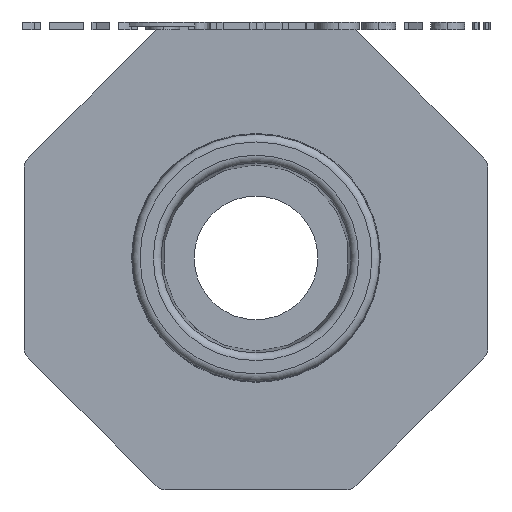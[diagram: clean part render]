
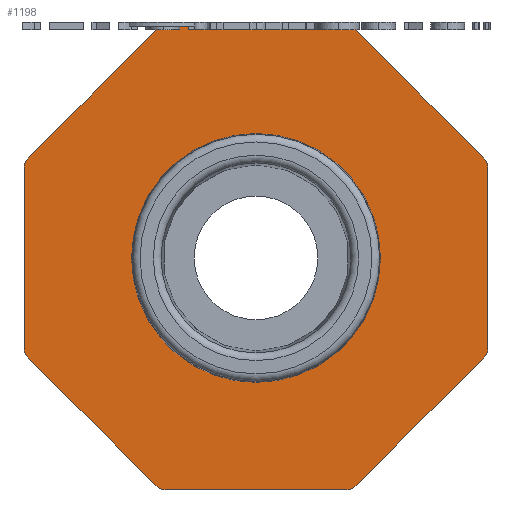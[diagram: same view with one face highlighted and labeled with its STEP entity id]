
A CAD part, front view. The second image highlights one B-rep face of the part: STEP entity #1198.
In plain terms, the highlighted planar face has unit normal (0, -1, 0).
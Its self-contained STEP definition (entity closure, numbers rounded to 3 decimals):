
#217=LINE('',#4618,#380);
#221=LINE('',#4630,#384);
#225=LINE('',#4642,#388);
#229=LINE('',#4654,#392);
#233=LINE('',#4666,#396);
#237=LINE('',#4678,#400);
#241=LINE('',#4690,#404);
#244=LINE('',#4699,#407);
#380=VECTOR('',#3719,1.);
#384=VECTOR('',#3731,1.);
#388=VECTOR('',#3743,1.);
#392=VECTOR('',#3755,1.);
#396=VECTOR('',#3767,1.);
#400=VECTOR('',#3779,1.);
#404=VECTOR('',#3791,1.);
#407=VECTOR('',#3802,1.);
#1041=PLANE('',#3508);
#1198=ADVANCED_FACE('',(#1410,#1411),#1041,.F.);
#1410=FACE_BOUND('',#1485,.T.);
#1411=FACE_BOUND('',#1486,.T.);
#1485=EDGE_LOOP('',(#1772));
#1486=EDGE_LOOP('',(#1773,#1774,#1775,#1776,#1777,#1778,#1779,#1780,#1781,
#1782,#1783,#1784,#1785,#1786,#1787,#1788));
#1772=ORIENTED_EDGE('',*,*,#2968,.F.);
#1773=ORIENTED_EDGE('',*,*,#2923,.T.);
#1774=ORIENTED_EDGE('',*,*,#2926,.T.);
#1775=ORIENTED_EDGE('',*,*,#2929,.T.);
#1776=ORIENTED_EDGE('',*,*,#2932,.T.);
#1777=ORIENTED_EDGE('',*,*,#2935,.T.);
#1778=ORIENTED_EDGE('',*,*,#2938,.T.);
#1779=ORIENTED_EDGE('',*,*,#2941,.T.);
#1780=ORIENTED_EDGE('',*,*,#2944,.T.);
#1781=ORIENTED_EDGE('',*,*,#2947,.T.);
#1782=ORIENTED_EDGE('',*,*,#2950,.T.);
#1783=ORIENTED_EDGE('',*,*,#2953,.T.);
#1784=ORIENTED_EDGE('',*,*,#2956,.T.);
#1785=ORIENTED_EDGE('',*,*,#2959,.T.);
#1786=ORIENTED_EDGE('',*,*,#2962,.T.);
#1787=ORIENTED_EDGE('',*,*,#2965,.T.);
#1788=ORIENTED_EDGE('',*,*,#2967,.T.);
#2608=VERTEX_POINT('',#4606);
#2611=VERTEX_POINT('',#4611);
#2613=VERTEX_POINT('',#4617);
#2615=VERTEX_POINT('',#4623);
#2617=VERTEX_POINT('',#4629);
#2619=VERTEX_POINT('',#4635);
#2621=VERTEX_POINT('',#4641);
#2623=VERTEX_POINT('',#4647);
#2625=VERTEX_POINT('',#4653);
#2627=VERTEX_POINT('',#4659);
#2629=VERTEX_POINT('',#4665);
#2631=VERTEX_POINT('',#4671);
#2633=VERTEX_POINT('',#4677);
#2635=VERTEX_POINT('',#4683);
#2637=VERTEX_POINT('',#4689);
#2639=VERTEX_POINT('',#4695);
#2640=VERTEX_POINT('',#4702);
#2923=EDGE_CURVE('',#2608,#2611,#3371,.T.);
#2926=EDGE_CURVE('',#2611,#2613,#217,.T.);
#2929=EDGE_CURVE('',#2613,#2615,#3373,.T.);
#2932=EDGE_CURVE('',#2615,#2617,#221,.T.);
#2935=EDGE_CURVE('',#2617,#2619,#3375,.T.);
#2938=EDGE_CURVE('',#2619,#2621,#225,.T.);
#2941=EDGE_CURVE('',#2621,#2623,#3377,.T.);
#2944=EDGE_CURVE('',#2623,#2625,#229,.T.);
#2947=EDGE_CURVE('',#2625,#2627,#3379,.T.);
#2950=EDGE_CURVE('',#2627,#2629,#233,.T.);
#2953=EDGE_CURVE('',#2629,#2631,#3381,.T.);
#2956=EDGE_CURVE('',#2631,#2633,#237,.T.);
#2959=EDGE_CURVE('',#2633,#2635,#3383,.T.);
#2962=EDGE_CURVE('',#2635,#2637,#241,.T.);
#2965=EDGE_CURVE('',#2637,#2639,#3385,.T.);
#2967=EDGE_CURVE('',#2639,#2608,#244,.T.);
#2968=EDGE_CURVE('',#2640,#2640,#3386,.T.);
#3371=CIRCLE('',#3476,1.);
#3373=CIRCLE('',#3480,1.);
#3375=CIRCLE('',#3484,1.);
#3377=CIRCLE('',#3488,1.);
#3379=CIRCLE('',#3492,1.);
#3381=CIRCLE('',#3496,1.);
#3383=CIRCLE('',#3500,1.);
#3385=CIRCLE('',#3504,1.);
#3386=CIRCLE('',#3507,8.05);
#3476=AXIS2_PLACEMENT_3D('',#4612,#3713,#3714);
#3480=AXIS2_PLACEMENT_3D('',#4624,#3725,#3726);
#3484=AXIS2_PLACEMENT_3D('',#4636,#3737,#3738);
#3488=AXIS2_PLACEMENT_3D('',#4648,#3749,#3750);
#3492=AXIS2_PLACEMENT_3D('',#4660,#3761,#3762);
#3496=AXIS2_PLACEMENT_3D('',#4672,#3773,#3774);
#3500=AXIS2_PLACEMENT_3D('',#4684,#3785,#3786);
#3504=AXIS2_PLACEMENT_3D('',#4696,#3797,#3798);
#3507=AXIS2_PLACEMENT_3D('',#4701,#3805,#3806);
#3508=AXIS2_PLACEMENT_3D('',#4703,#3807,#3808);
#3713=DIRECTION('',(0.,-1.,0.));
#3714=DIRECTION('',(0.,0.,1.));
#3719=DIRECTION('',(0.707,0.,-0.707));
#3725=DIRECTION('',(0.,-1.,0.));
#3726=DIRECTION('',(0.,0.,1.));
#3731=DIRECTION('',(1.,0.,0.));
#3737=DIRECTION('',(0.,-1.,0.));
#3738=DIRECTION('',(0.,0.,1.));
#3743=DIRECTION('',(0.707,0.,0.707));
#3749=DIRECTION('',(0.,-1.,0.));
#3750=DIRECTION('',(0.,0.,1.));
#3755=DIRECTION('',(0.,0.,1.));
#3761=DIRECTION('',(0.,-1.,0.));
#3762=DIRECTION('',(0.,0.,1.));
#3767=DIRECTION('',(-0.707,0.,0.707));
#3773=DIRECTION('',(0.,-1.,0.));
#3774=DIRECTION('',(0.,0.,1.));
#3779=DIRECTION('',(-1.,0.,0.));
#3785=DIRECTION('',(0.,-1.,0.));
#3786=DIRECTION('',(0.,0.,1.));
#3791=DIRECTION('',(-0.707,0.,-0.707));
#3797=DIRECTION('',(0.,-1.,0.));
#3798=DIRECTION('',(0.,0.,1.));
#3802=DIRECTION('',(0.,0.,-1.));
#3805=DIRECTION('',(0.,-1.,0.));
#3806=DIRECTION('',(0.,0.,-1.));
#3807=DIRECTION('',(0.,1.,0.));
#3808=DIRECTION('',(0.,0.,1.));
#4606=CARTESIAN_POINT('',(106732.898,19265.648,-5.799));
#4611=CARTESIAN_POINT('',(106733.191,19265.648,-6.506));
#4612=CARTESIAN_POINT('',(106733.898,19265.648,-5.799));
#4617=CARTESIAN_POINT('',(106741.392,19265.648,-14.707));
#4618=CARTESIAN_POINT('',(106733.191,19265.648,-6.506));
#4623=CARTESIAN_POINT('',(106742.099,19265.648,-15.));
#4624=CARTESIAN_POINT('',(106742.099,19265.648,-14.));
#4629=CARTESIAN_POINT('',(106753.697,19265.648,-15.));
#4630=CARTESIAN_POINT('',(106742.099,19265.648,-15.));
#4635=CARTESIAN_POINT('',(106754.404,19265.648,-14.707));
#4636=CARTESIAN_POINT('',(106753.697,19265.648,-14.));
#4641=CARTESIAN_POINT('',(106762.605,19265.648,-6.506));
#4642=CARTESIAN_POINT('',(106754.404,19265.648,-14.707));
#4647=CARTESIAN_POINT('',(106762.898,19265.648,-5.799));
#4648=CARTESIAN_POINT('',(106761.898,19265.648,-5.799));
#4653=CARTESIAN_POINT('',(106762.898,19265.648,5.799));
#4654=CARTESIAN_POINT('',(106762.898,19265.648,-5.799));
#4659=CARTESIAN_POINT('',(106762.605,19265.648,6.506));
#4660=CARTESIAN_POINT('',(106761.898,19265.648,5.799));
#4665=CARTESIAN_POINT('',(106754.404,19265.648,14.707));
#4666=CARTESIAN_POINT('',(106762.605,19265.648,6.506));
#4671=CARTESIAN_POINT('',(106753.697,19265.648,15.));
#4672=CARTESIAN_POINT('',(106753.697,19265.648,14.));
#4677=CARTESIAN_POINT('',(106742.099,19265.648,15.));
#4678=CARTESIAN_POINT('',(106753.697,19265.648,15.));
#4683=CARTESIAN_POINT('',(106741.392,19265.648,14.707));
#4684=CARTESIAN_POINT('',(106742.099,19265.648,14.));
#4689=CARTESIAN_POINT('',(106733.191,19265.648,6.506));
#4690=CARTESIAN_POINT('',(106741.392,19265.648,14.707));
#4695=CARTESIAN_POINT('',(106732.898,19265.648,5.799));
#4696=CARTESIAN_POINT('',(106733.898,19265.648,5.799));
#4699=CARTESIAN_POINT('',(106732.898,19265.648,5.799));
#4701=CARTESIAN_POINT('',(106747.898,19265.648,0.));
#4702=CARTESIAN_POINT('',(106747.898,19265.648,-8.05));
#4703=CARTESIAN_POINT('',(106733.398,19265.648,0.));
